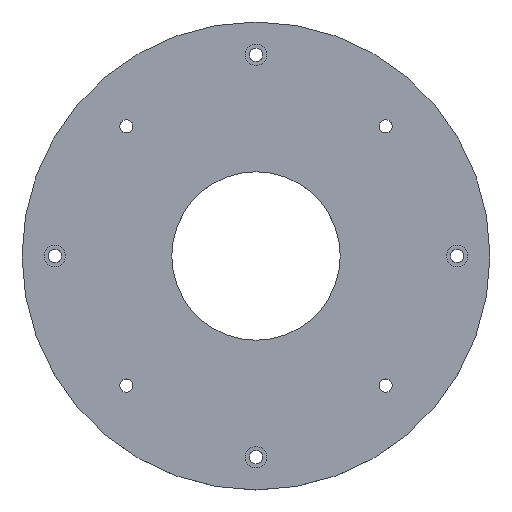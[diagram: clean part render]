
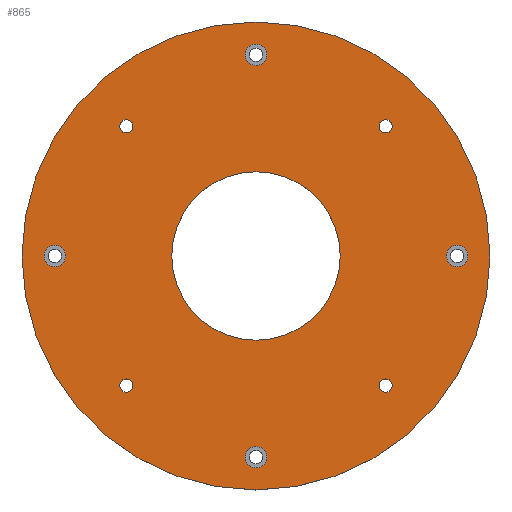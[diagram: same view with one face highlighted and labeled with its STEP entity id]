
A CAD part, top view. The second image highlights one B-rep face of the part: STEP entity #865.
In plain terms, the highlighted planar face has unit normal (0, 0, 1).
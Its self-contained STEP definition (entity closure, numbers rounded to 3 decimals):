
#37=FACE_BOUND('',#176,.T.);
#38=FACE_BOUND('',#177,.T.);
#39=FACE_BOUND('',#178,.T.);
#40=FACE_BOUND('',#179,.T.);
#41=FACE_BOUND('',#180,.T.);
#42=FACE_BOUND('',#181,.T.);
#43=FACE_BOUND('',#182,.T.);
#44=FACE_BOUND('',#183,.T.);
#45=FACE_BOUND('',#184,.T.);
#67=CIRCLE('',#928,50.012);
#68=CIRCLE('',#929,2.3);
#69=CIRCLE('',#930,2.3);
#70=CIRCLE('',#931,2.3);
#71=CIRCLE('',#932,2.3);
#72=CIRCLE('',#933,1.425);
#73=CIRCLE('',#934,1.425);
#74=CIRCLE('',#935,1.425);
#75=CIRCLE('',#936,1.425);
#76=CIRCLE('',#937,18.);
#119=FACE_OUTER_BOUND('',#175,.T.);
#175=EDGE_LOOP('',(#715));
#176=EDGE_LOOP('',(#716));
#177=EDGE_LOOP('',(#717));
#178=EDGE_LOOP('',(#718));
#179=EDGE_LOOP('',(#719));
#180=EDGE_LOOP('',(#720));
#181=EDGE_LOOP('',(#721));
#182=EDGE_LOOP('',(#722));
#183=EDGE_LOOP('',(#723));
#184=EDGE_LOOP('',(#724));
#437=VERTEX_POINT('',#1381);
#438=VERTEX_POINT('',#1383);
#439=VERTEX_POINT('',#1385);
#440=VERTEX_POINT('',#1387);
#441=VERTEX_POINT('',#1389);
#442=VERTEX_POINT('',#1391);
#443=VERTEX_POINT('',#1393);
#444=VERTEX_POINT('',#1395);
#445=VERTEX_POINT('',#1397);
#446=VERTEX_POINT('',#1399);
#541=EDGE_CURVE('',#437,#437,#67,.T.);
#542=EDGE_CURVE('',#438,#438,#68,.T.);
#543=EDGE_CURVE('',#439,#439,#69,.T.);
#544=EDGE_CURVE('',#440,#440,#70,.T.);
#545=EDGE_CURVE('',#441,#441,#71,.T.);
#546=EDGE_CURVE('',#442,#442,#72,.T.);
#547=EDGE_CURVE('',#443,#443,#73,.T.);
#548=EDGE_CURVE('',#444,#444,#74,.T.);
#549=EDGE_CURVE('',#445,#445,#75,.T.);
#550=EDGE_CURVE('',#446,#446,#76,.T.);
#715=ORIENTED_EDGE('',*,*,#541,.T.);
#716=ORIENTED_EDGE('',*,*,#542,.T.);
#717=ORIENTED_EDGE('',*,*,#543,.T.);
#718=ORIENTED_EDGE('',*,*,#544,.T.);
#719=ORIENTED_EDGE('',*,*,#545,.T.);
#720=ORIENTED_EDGE('',*,*,#546,.T.);
#721=ORIENTED_EDGE('',*,*,#547,.T.);
#722=ORIENTED_EDGE('',*,*,#548,.T.);
#723=ORIENTED_EDGE('',*,*,#549,.T.);
#724=ORIENTED_EDGE('',*,*,#550,.T.);
#827=PLANE('',#927);
#865=ADVANCED_FACE('',(#119,#37,#38,#39,#40,#41,#42,#43,#44,#45),#827,.T.);
#927=AXIS2_PLACEMENT_3D('',#1380,#1129,#1130);
#928=AXIS2_PLACEMENT_3D('',#1382,#1131,#1132);
#929=AXIS2_PLACEMENT_3D('',#1384,#1133,#1134);
#930=AXIS2_PLACEMENT_3D('',#1386,#1135,#1136);
#931=AXIS2_PLACEMENT_3D('',#1388,#1137,#1138);
#932=AXIS2_PLACEMENT_3D('',#1390,#1139,#1140);
#933=AXIS2_PLACEMENT_3D('',#1392,#1141,#1142);
#934=AXIS2_PLACEMENT_3D('',#1394,#1143,#1144);
#935=AXIS2_PLACEMENT_3D('',#1396,#1145,#1146);
#936=AXIS2_PLACEMENT_3D('',#1398,#1147,#1148);
#937=AXIS2_PLACEMENT_3D('',#1400,#1149,#1150);
#1129=DIRECTION('center_axis',(0.,0.,1.));
#1130=DIRECTION('ref_axis',(-1.,0.,0.));
#1131=DIRECTION('center_axis',(0.,0.,1.));
#1132=DIRECTION('ref_axis',(-1.,0.,0.));
#1133=DIRECTION('center_axis',(0.,0.,-1.));
#1134=DIRECTION('ref_axis',(-1.,0.,0.));
#1135=DIRECTION('center_axis',(0.,0.,-1.));
#1136=DIRECTION('ref_axis',(-1.,0.,0.));
#1137=DIRECTION('center_axis',(0.,0.,-1.));
#1138=DIRECTION('ref_axis',(-1.,0.,0.));
#1139=DIRECTION('center_axis',(0.,0.,-1.));
#1140=DIRECTION('ref_axis',(-1.,0.,0.));
#1141=DIRECTION('center_axis',(0.,0.,-1.));
#1142=DIRECTION('ref_axis',(-1.,0.,0.));
#1143=DIRECTION('center_axis',(0.,0.,-1.));
#1144=DIRECTION('ref_axis',(-1.,0.,0.));
#1145=DIRECTION('center_axis',(0.,0.,-1.));
#1146=DIRECTION('ref_axis',(-1.,0.,0.));
#1147=DIRECTION('center_axis',(0.,0.,-1.));
#1148=DIRECTION('ref_axis',(-1.,0.,0.));
#1149=DIRECTION('center_axis',(0.,0.,-1.));
#1150=DIRECTION('ref_axis',(-1.,0.,0.));
#1380=CARTESIAN_POINT('Origin',(0.,0.,73.9));
#1381=CARTESIAN_POINT('',(50.012,0.,73.9));
#1382=CARTESIAN_POINT('Origin',(0.,0.,73.9));
#1383=CARTESIAN_POINT('',(2.3,-43.,73.9));
#1384=CARTESIAN_POINT('Origin',(0.,-43.,
73.9));
#1385=CARTESIAN_POINT('',(2.3,43.,73.9));
#1386=CARTESIAN_POINT('Origin',(0.,43.,73.9));
#1387=CARTESIAN_POINT('',(-40.7,0.,73.9));
#1388=CARTESIAN_POINT('Origin',(-43.,0.,
73.9));
#1389=CARTESIAN_POINT('',(45.3,0.,73.9));
#1390=CARTESIAN_POINT('Origin',(43.,0.,
73.9));
#1391=CARTESIAN_POINT('',(29.144,27.719,73.9));
#1392=CARTESIAN_POINT('Origin',(27.719,27.719,73.9));
#1393=CARTESIAN_POINT('',(29.144,-27.719,73.9));
#1394=CARTESIAN_POINT('Origin',(27.719,-27.719,73.9));
#1395=CARTESIAN_POINT('',(-26.294,27.719,73.9));
#1396=CARTESIAN_POINT('Origin',(-27.719,27.719,73.9));
#1397=CARTESIAN_POINT('',(-26.294,-27.719,73.9));
#1398=CARTESIAN_POINT('Origin',(-27.719,-27.719,73.9));
#1399=CARTESIAN_POINT('',(18.,0.,73.9));
#1400=CARTESIAN_POINT('Origin',(0.,0.,73.9));
